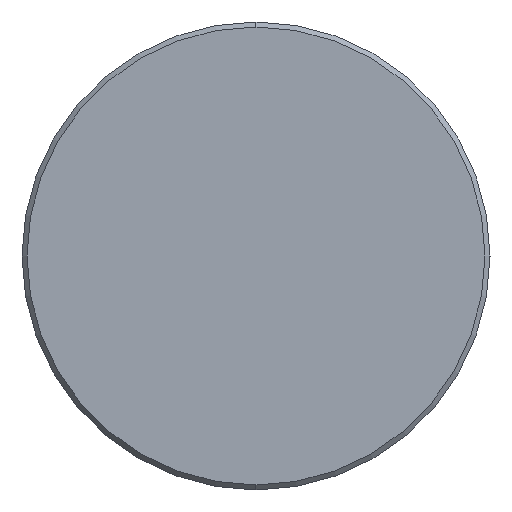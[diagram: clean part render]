
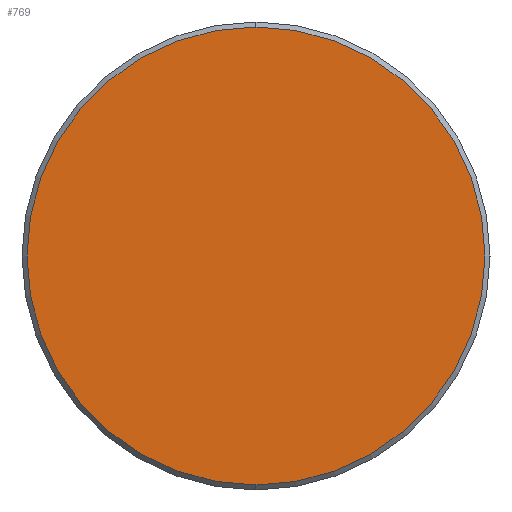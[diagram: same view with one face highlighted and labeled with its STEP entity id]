
A CAD part, left-side view. The second image highlights one B-rep face of the part: STEP entity #769.
In plain terms, the highlighted planar face has unit normal (-1, 0, 0).
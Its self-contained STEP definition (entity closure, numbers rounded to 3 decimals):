
#21 = CIRCLE ( 'NONE', #633, 13.7 ) ;
#55 = DIRECTION ( 'NONE',  ( 0., 0., -1. ) ) ;
#73 = DIRECTION ( 'NONE',  ( 0., 0., 1. ) ) ;
#98 = EDGE_LOOP ( 'NONE', ( #689, #148 ) ) ;
#113 = AXIS2_PLACEMENT_3D ( 'NONE', #352, #801, #55 ) ;
#141 = EDGE_CURVE ( 'NONE', #774, #813, #21, .T. ) ;
#148 = ORIENTED_EDGE ( 'NONE', *, *, #141, .T. ) ;
#169 = CARTESIAN_POINT ( 'NONE',  ( 0., 0., 13.7 ) ) ;
#225 = EDGE_CURVE ( 'NONE', #813, #774, #421, .T. ) ;
#260 = CARTESIAN_POINT ( 'NONE',  ( 0., 0., 0. ) ) ;
#326 = DIRECTION ( 'NONE',  ( -1., 0., 0. ) ) ;
#334 = DIRECTION ( 'NONE',  ( 0., 0., 1. ) ) ;
#342 = DIRECTION ( 'NONE',  ( -1., 0., 0. ) ) ;
#352 = CARTESIAN_POINT ( 'NONE',  ( 0., 0., 0. ) ) ;
#385 = CARTESIAN_POINT ( 'NONE',  ( 0., 0., 0. ) ) ;
#414 = PLANE ( 'NONE',  #113 ) ;
#421 = CIRCLE ( 'NONE', #451, 13.7 ) ;
#451 = AXIS2_PLACEMENT_3D ( 'NONE', #385, #342, #334 ) ;
#595 = FACE_OUTER_BOUND ( 'NONE', #98, .T. ) ;
#633 = AXIS2_PLACEMENT_3D ( 'NONE', #260, #326, #73 ) ;
#689 = ORIENTED_EDGE ( 'NONE', *, *, #225, .T. ) ;
#769 = ADVANCED_FACE ( 'NONE', ( #595 ), #414, .F. ) ;
#774 = VERTEX_POINT ( 'NONE', #169 ) ;
#801 = DIRECTION ( 'NONE',  ( 1., 0., 0. ) ) ;
#805 = CARTESIAN_POINT ( 'NONE',  ( 0., 0., -13.7 ) ) ;
#813 = VERTEX_POINT ( 'NONE', #805 ) ;
